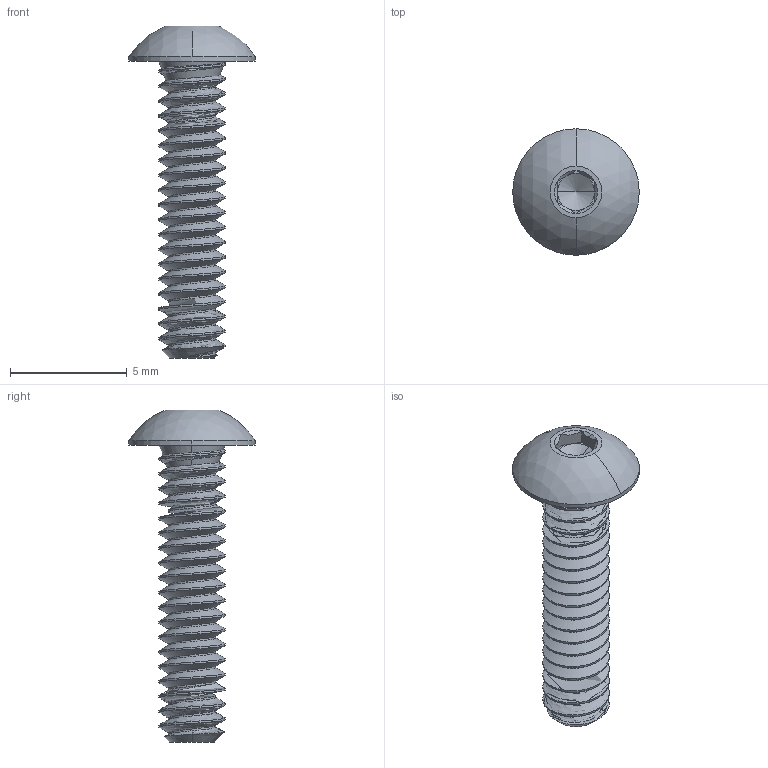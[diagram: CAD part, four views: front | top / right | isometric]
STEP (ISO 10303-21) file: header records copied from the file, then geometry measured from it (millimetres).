
FILE_DESCRIPTION (( 'STEP AP203' ), '1' );
FILE_NAME ('92949A110_18-8 Stainless Steel Button Head Hex Drive Screw.STEP', '2022-09-28T14:56:13', ( 'Administrator' ), ( 'Managed by Terraform' ), 'SwSTEP 2.0', 'SolidWorks 2017', '' );
FILE_SCHEMA (( 'CONFIG_CONTROL_DESIGN' ));
Length unit declared in the file: inch
Products named in the file (1): 92949A110_18-8 Stainless Steel Button Head Hex Drive Screw
Bounding box: 5.41 x 5.41 x 14.2 mm (x, y, z)
Volume: 81.7 mm3; surface area: 222.9 mm2
Topology: 1 solids, 1 shells, 79 faces, 205 edges, 128 vertices
Faces by surface type: cylinder 42, cone 17, plane 15, bspline 3, sphere 2
Entity records: 4945 total; most frequent: CARTESIAN_POINT 3227, ORIENTED_EDGE 406, DIRECTION 283, EDGE_CURVE 203, VERTEX_POINT 128, AXIS2_PLACEMENT_3D 107, EDGE_LOOP 81, FACE_OUTER_BOUND 79
